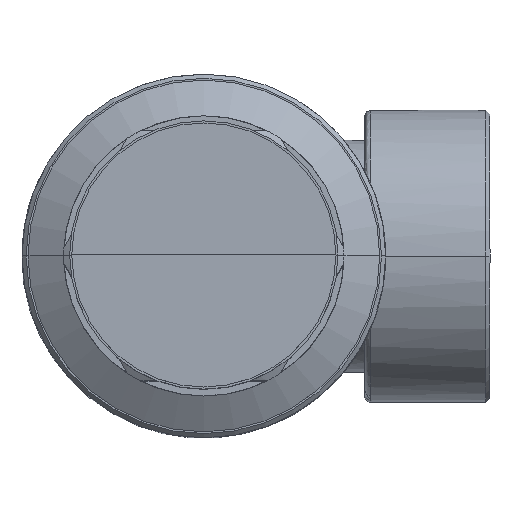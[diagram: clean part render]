
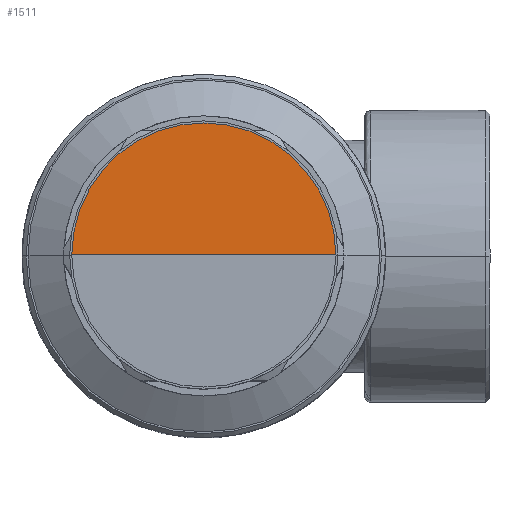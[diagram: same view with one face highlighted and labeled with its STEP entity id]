
A CAD part, top view. The second image highlights one B-rep face of the part: STEP entity #1511.
In plain terms, the highlighted planar face has unit normal (0, 0, 1).
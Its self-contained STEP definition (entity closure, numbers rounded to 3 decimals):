
#207=FACE_OUTER_BOUND($,#299,.T.);
#299=EDGE_LOOP($,(#1377,#1378,#1379));
#398=LINE($,#2857,#498);
#399=LINE($,#2858,#499);
#498=VECTOR($,#2122,22.15);
#499=VECTOR($,#2123,22.15);
#575=CIRCLE($,#1682,22.15);
#711=VERTEX_POINT($,#2848);
#712=VERTEX_POINT($,#2849);
#713=VERTEX_POINT($,#2856);
#933=EDGE_CURVE($,#712,#711,#575,.T.);
#934=EDGE_CURVE($,#711,#713,#398,.T.);
#935=EDGE_CURVE($,#713,#712,#399,.T.);
#1377=ORIENTED_EDGE($,*,*,#933,.T.);
#1378=ORIENTED_EDGE($,*,*,#934,.T.);
#1379=ORIENTED_EDGE($,*,*,#935,.T.);
#1422=PLANE($,#1684);
#1511=ADVANCED_FACE($,(#207),#1422,.F.);
#1682=AXIS2_PLACEMENT_3D($,#2854,#2118,#2119);
#1684=AXIS2_PLACEMENT_3D($,#2859,#2124,#2125);
#2118=DIRECTION('center_axis',(0.,0.,1.));
#2119=DIRECTION('ref_axis',(-1.,0.,0.));
#2122=DIRECTION($,(1.,0.,0.));
#2123=DIRECTION($,(1.,0.,0.));
#2124=DIRECTION('center_axis',(0.,0.,-1.));
#2125=DIRECTION('ref_axis',(-1.,0.,0.));
#2848=CARTESIAN_POINT('',(-22.15,0.,129.));
#2849=CARTESIAN_POINT('',(22.15,0.,129.));
#2854=CARTESIAN_POINT('Origin',(0.,0.,129.));
#2856=CARTESIAN_POINT('',(0.,0.,129.));
#2857=CARTESIAN_POINT($,(-22.15,0.,129.));
#2858=CARTESIAN_POINT($,(0.,0.,129.));
#2859=CARTESIAN_POINT('Origin',(0.,0.,129.));
